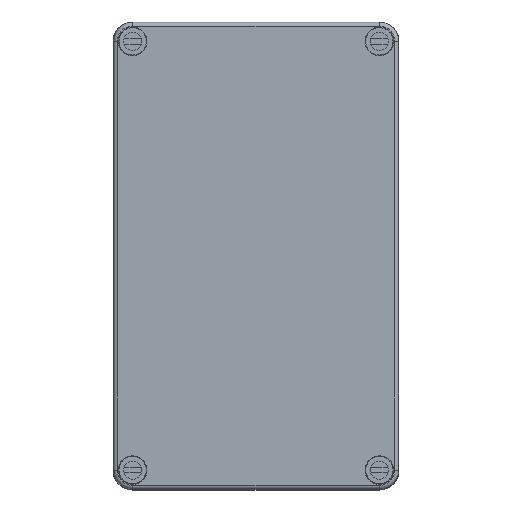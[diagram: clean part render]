
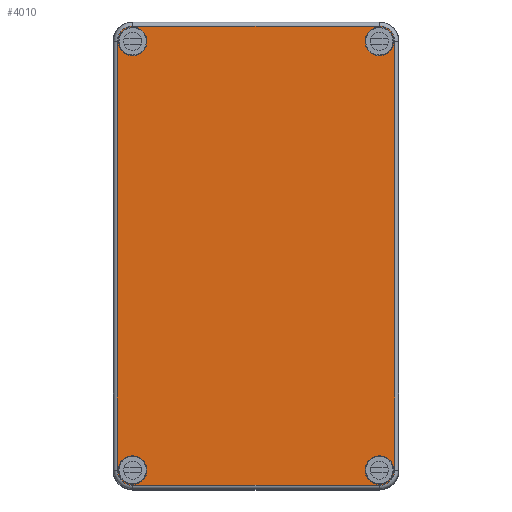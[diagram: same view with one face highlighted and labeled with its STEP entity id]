
A CAD part, top view. The second image highlights one B-rep face of the part: STEP entity #4010.
In plain terms, the highlighted planar face has unit normal (0, 0, 1).
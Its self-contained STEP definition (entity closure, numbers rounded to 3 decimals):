
#126 = DIRECTION ( 'NONE',  ( 0., 0., -1. ) ) ;
#135 = DIRECTION ( 'NONE',  ( -1., 0., 0. ) ) ;
#152 = DIRECTION ( 'NONE',  ( -1., 0., 0. ) ) ;
#475 = PLANE ( 'NONE',  #13130 ) ;
#616 = LINE ( 'NONE', #642, #11294 ) ;
#642 = CARTESIAN_POINT ( 'NONE',  ( 53.356, 82.5, 18. ) ) ;
#648 = VERTEX_POINT ( 'NONE', #10304 ) ;
#706 = DIRECTION ( 'NONE',  ( 1., 0., 0. ) ) ;
#1071 = FACE_BOUND ( 'NONE', #8510, .T. ) ;
#1288 = CARTESIAN_POINT ( 'NONE',  ( 47.5, 82.5, 18. ) ) ;
#1397 = AXIS2_PLACEMENT_3D ( 'NONE', #12079, #3386, #13557 ) ;
#1626 = CARTESIAN_POINT ( 'NONE',  ( -53., -82.5, 18. ) ) ;
#1738 = VERTEX_POINT ( 'NONE', #15839 ) ;
#1955 = DIRECTION ( 'NONE',  ( -1., 0., 0. ) ) ;
#2079 = ORIENTED_EDGE ( 'NONE', *, *, #8776, .T. ) ;
#2191 = CIRCLE ( 'NONE', #13996, 5.5 ) ;
#2225 = CIRCLE ( 'NONE', #1397, 5.5 ) ;
#2537 = EDGE_CURVE ( 'NONE', #3390, #648, #3837, .T. ) ;
#2631 = ORIENTED_EDGE ( 'NONE', *, *, #11164, .F. ) ;
#2712 = DIRECTION ( 'NONE',  ( -1., 0., 0. ) ) ;
#3386 = DIRECTION ( 'NONE',  ( 0., 0., -1. ) ) ;
#3390 = VERTEX_POINT ( 'NONE', #9422 ) ;
#3541 = CARTESIAN_POINT ( 'NONE',  ( 42., -82.5, 18. ) ) ;
#3569 = CIRCLE ( 'NONE', #3745, 5.5 ) ;
#3601 = ORIENTED_EDGE ( 'NONE', *, *, #17676, .T. ) ;
#3687 = EDGE_CURVE ( 'NONE', #1738, #12204, #3569, .T. ) ;
#3716 = CARTESIAN_POINT ( 'NONE',  ( -47.5, -88.356, 18. ) ) ;
#3731 = CARTESIAN_POINT ( 'NONE',  ( 47.5, -82.5, 18. ) ) ;
#3745 = AXIS2_PLACEMENT_3D ( 'NONE', #3731, #13883, #5188 ) ;
#3837 = LINE ( 'NONE', #8633, #4288 ) ;
#3902 = CIRCLE ( 'NONE', #14686, 5.5 ) ;
#4010 = ADVANCED_FACE ( 'NONE', ( #16542, #8812, #12659, #5377, #1071 ), #475, .F. ) ;
#4018 = DIRECTION ( 'NONE',  ( 0., -1., 0. ) ) ;
#4074 = LINE ( 'NONE', #18639, #7513 ) ;
#4220 = VERTEX_POINT ( 'NONE', #9684 ) ;
#4229 = DIRECTION ( 'NONE',  ( -1., 0., 0. ) ) ;
#4288 = VECTOR ( 'NONE', #4229, 1000. ) ;
#4707 = EDGE_CURVE ( 'NONE', #14346, #17802, #2191, .T. ) ;
#4846 = EDGE_CURVE ( 'NONE', #11446, #18086, #616, .T. ) ;
#5105 = AXIS2_PLACEMENT_3D ( 'NONE', #8282, #18474, #9712 ) ;
#5188 = DIRECTION ( 'NONE',  ( -1., 0., 0. ) ) ;
#5212 = EDGE_CURVE ( 'NONE', #3390, #11446, #12187, .T. ) ;
#5344 = CARTESIAN_POINT ( 'NONE',  ( -42., 82.5, 18. ) ) ;
#5377 = FACE_BOUND ( 'NONE', #8226, .T. ) ;
#5817 = AXIS2_PLACEMENT_3D ( 'NONE', #17264, #8563, #18757 ) ;
#5904 = CARTESIAN_POINT ( 'NONE',  ( -47.5, -82.5, 18. ) ) ;
#6169 = DIRECTION ( 'NONE',  ( 0., 0., -1. ) ) ;
#6205 = CARTESIAN_POINT ( 'NONE',  ( -47.5, 82.5, 18. ) ) ;
#6224 = CIRCLE ( 'NONE', #13393, 5.5 ) ;
#6503 = EDGE_CURVE ( 'NONE', #17802, #14346, #6224, .T. ) ;
#6657 = CIRCLE ( 'NONE', #5817, 5.856 ) ;
#6942 = ORIENTED_EDGE ( 'NONE', *, *, #4707, .T. ) ;
#7130 = EDGE_LOOP ( 'NONE', ( #10492, #9431 ) ) ;
#7399 = DIRECTION ( 'NONE',  ( -1., 0., 0. ) ) ;
#7407 = CARTESIAN_POINT ( 'NONE',  ( 47.5, -88.356, 18. ) ) ;
#7513 = VECTOR ( 'NONE', #4018, 1000. ) ;
#7641 = VERTEX_POINT ( 'NONE', #1626 ) ;
#7691 = DIRECTION ( 'NONE',  ( -1., 0., 0. ) ) ;
#7741 = CARTESIAN_POINT ( 'NONE',  ( -53.356, 82.5, 18. ) ) ;
#8226 = EDGE_LOOP ( 'NONE', ( #12594, #6942 ) ) ;
#8282 = CARTESIAN_POINT ( 'NONE',  ( 47.5, -82.5, 18. ) ) ;
#8510 = EDGE_LOOP ( 'NONE', ( #9919, #2079 ) ) ;
#8563 = DIRECTION ( 'NONE',  ( 0., 0., -1. ) ) ;
#8624 = DIRECTION ( 'NONE',  ( 0., 0., -1. ) ) ;
#8633 = CARTESIAN_POINT ( 'NONE',  ( 47.5, 88.356, 18. ) ) ;
#8659 = AXIS2_PLACEMENT_3D ( 'NONE', #17570, #8845, #135 ) ;
#8776 = EDGE_CURVE ( 'NONE', #7641, #13967, #9803, .T. ) ;
#8812 = FACE_BOUND ( 'NONE', #7130, .T. ) ;
#8836 = CARTESIAN_POINT ( 'NONE',  ( 47.5, 82.5, 18. ) ) ;
#8845 = DIRECTION ( 'NONE',  ( 0., 0., -1. ) ) ;
#8892 = CARTESIAN_POINT ( 'NONE',  ( 53.356, -82.5, 18. ) ) ;
#9048 = CARTESIAN_POINT ( 'NONE',  ( 53.356, 82.5, 18. ) ) ;
#9150 = CIRCLE ( 'NONE', #5105, 5.856 ) ;
#9422 = CARTESIAN_POINT ( 'NONE',  ( 47.5, 88.356, 18. ) ) ;
#9424 = DIRECTION ( 'NONE',  ( 0., 0., 1. ) ) ;
#9431 = ORIENTED_EDGE ( 'NONE', *, *, #12467, .T. ) ;
#9441 = CARTESIAN_POINT ( 'NONE',  ( -53., 82.5, 18. ) ) ;
#9442 = AXIS2_PLACEMENT_3D ( 'NONE', #1288, #11430, #2712 ) ;
#9684 = CARTESIAN_POINT ( 'NONE',  ( -53.356, -82.5, 18. ) ) ;
#9712 = DIRECTION ( 'NONE',  ( 1., 0., 0. ) ) ;
#9803 = CIRCLE ( 'NONE', #8659, 5.5 ) ;
#9831 = ORIENTED_EDGE ( 'NONE', *, *, #3687, .T. ) ;
#9833 = EDGE_CURVE ( 'NONE', #16343, #4220, #4074, .T. ) ;
#9879 = VERTEX_POINT ( 'NONE', #12872 ) ;
#9919 = ORIENTED_EDGE ( 'NONE', *, *, #14655, .T. ) ;
#10288 = DIRECTION ( 'NONE',  ( -1., 0., 0. ) ) ;
#10304 = CARTESIAN_POINT ( 'NONE',  ( -47.5, 88.356, 18. ) ) ;
#10492 = ORIENTED_EDGE ( 'NONE', *, *, #11826, .T. ) ;
#10533 = ORIENTED_EDGE ( 'NONE', *, *, #5212, .F. ) ;
#10590 = DIRECTION ( 'NONE',  ( 0., 0., -1. ) ) ;
#10598 = CIRCLE ( 'NONE', #9442, 5.5 ) ;
#10875 = VERTEX_POINT ( 'NONE', #3716 ) ;
#11014 = VERTEX_POINT ( 'NONE', #17135 ) ;
#11044 = ORIENTED_EDGE ( 'NONE', *, *, #9833, .T. ) ;
#11164 = EDGE_CURVE ( 'NONE', #11014, #10875, #12223, .T. ) ;
#11294 = VECTOR ( 'NONE', #18101, 1000. ) ;
#11307 = EDGE_CURVE ( 'NONE', #12204, #1738, #2225, .T. ) ;
#11408 = CIRCLE ( 'NONE', #12273, 5.856 ) ;
#11430 = DIRECTION ( 'NONE',  ( 0., 0., -1. ) ) ;
#11446 = VERTEX_POINT ( 'NONE', #9048 ) ;
#11826 = EDGE_CURVE ( 'NONE', #14363, #9879, #10598, .T. ) ;
#12079 = CARTESIAN_POINT ( 'NONE',  ( 47.5, -82.5, 18. ) ) ;
#12187 = CIRCLE ( 'NONE', #13261, 5.856 ) ;
#12204 = VERTEX_POINT ( 'NONE', #3541 ) ;
#12223 = LINE ( 'NONE', #7407, #15646 ) ;
#12273 = AXIS2_PLACEMENT_3D ( 'NONE', #18160, #9424, #706 ) ;
#12467 = EDGE_CURVE ( 'NONE', #9879, #14363, #16503, .T. ) ;
#12594 = ORIENTED_EDGE ( 'NONE', *, *, #6503, .T. ) ;
#12659 = FACE_OUTER_BOUND ( 'NONE', #12755, .T. ) ;
#12755 = EDGE_LOOP ( 'NONE', ( #16637, #13011, #10533, #18506, #3601, #11044, #16039, #2631 ) ) ;
#12872 = CARTESIAN_POINT ( 'NONE',  ( 42., 82.5, 18. ) ) ;
#13011 = ORIENTED_EDGE ( 'NONE', *, *, #4846, .F. ) ;
#13130 = AXIS2_PLACEMENT_3D ( 'NONE', #7741, #10590, #1955 ) ;
#13261 = AXIS2_PLACEMENT_3D ( 'NONE', #8836, #126, #10288 ) ;
#13393 = AXIS2_PLACEMENT_3D ( 'NONE', #6205, #16383, #7691 ) ;
#13557 = DIRECTION ( 'NONE',  ( -1., 0., 0. ) ) ;
#13883 = DIRECTION ( 'NONE',  ( 0., 0., -1. ) ) ;
#13967 = VERTEX_POINT ( 'NONE', #17077 ) ;
#13996 = AXIS2_PLACEMENT_3D ( 'NONE', #14898, #6169, #16353 ) ;
#14346 = VERTEX_POINT ( 'NONE', #9441 ) ;
#14363 = VERTEX_POINT ( 'NONE', #16759 ) ;
#14655 = EDGE_CURVE ( 'NONE', #13967, #7641, #3902, .T. ) ;
#14686 = AXIS2_PLACEMENT_3D ( 'NONE', #5904, #16104, #7399 ) ;
#14898 = CARTESIAN_POINT ( 'NONE',  ( -47.5, 82.5, 18. ) ) ;
#15646 = VECTOR ( 'NONE', #152, 1000. ) ;
#15839 = CARTESIAN_POINT ( 'NONE',  ( 53., -82.5, 18. ) ) ;
#16039 = ORIENTED_EDGE ( 'NONE', *, *, #17287, .F. ) ;
#16046 = ORIENTED_EDGE ( 'NONE', *, *, #11307, .T. ) ;
#16104 = DIRECTION ( 'NONE',  ( 0., 0., -1. ) ) ;
#16142 = CARTESIAN_POINT ( 'NONE',  ( -53.356, 82.5, 18. ) ) ;
#16187 = EDGE_LOOP ( 'NONE', ( #9831, #16046 ) ) ;
#16343 = VERTEX_POINT ( 'NONE', #16142 ) ;
#16353 = DIRECTION ( 'NONE',  ( -1., 0., 0. ) ) ;
#16383 = DIRECTION ( 'NONE',  ( 0., 0., -1. ) ) ;
#16503 = CIRCLE ( 'NONE', #17505, 5.5 ) ;
#16542 = FACE_BOUND ( 'NONE', #16187, .T. ) ;
#16637 = ORIENTED_EDGE ( 'NONE', *, *, #17800, .T. ) ;
#16759 = CARTESIAN_POINT ( 'NONE',  ( 53., 82.5, 18. ) ) ;
#17077 = CARTESIAN_POINT ( 'NONE',  ( -42., -82.5, 18. ) ) ;
#17135 = CARTESIAN_POINT ( 'NONE',  ( 47.5, -88.356, 18. ) ) ;
#17264 = CARTESIAN_POINT ( 'NONE',  ( -47.5, -82.5, 18. ) ) ;
#17287 = EDGE_CURVE ( 'NONE', #10875, #4220, #6657, .T. ) ;
#17343 = CARTESIAN_POINT ( 'NONE',  ( 47.5, 82.5, 18. ) ) ;
#17505 = AXIS2_PLACEMENT_3D ( 'NONE', #17343, #8624, #18846 ) ;
#17570 = CARTESIAN_POINT ( 'NONE',  ( -47.5, -82.5, 18. ) ) ;
#17676 = EDGE_CURVE ( 'NONE', #648, #16343, #11408, .T. ) ;
#17800 = EDGE_CURVE ( 'NONE', #11014, #18086, #9150, .T. ) ;
#17802 = VERTEX_POINT ( 'NONE', #5344 ) ;
#18086 = VERTEX_POINT ( 'NONE', #8892 ) ;
#18101 = DIRECTION ( 'NONE',  ( 0., -1., 0. ) ) ;
#18160 = CARTESIAN_POINT ( 'NONE',  ( -47.5, 82.5, 18. ) ) ;
#18474 = DIRECTION ( 'NONE',  ( 0., 0., 1. ) ) ;
#18506 = ORIENTED_EDGE ( 'NONE', *, *, #2537, .T. ) ;
#18639 = CARTESIAN_POINT ( 'NONE',  ( -53.356, 82.5, 18. ) ) ;
#18757 = DIRECTION ( 'NONE',  ( -1., 0., 0. ) ) ;
#18846 = DIRECTION ( 'NONE',  ( -1., 0., 0. ) ) ;
